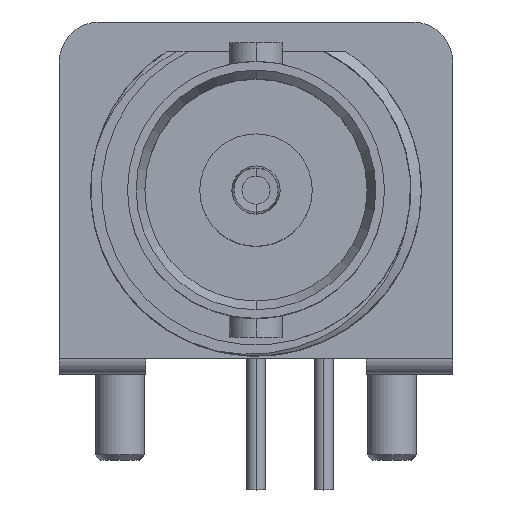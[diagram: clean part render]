
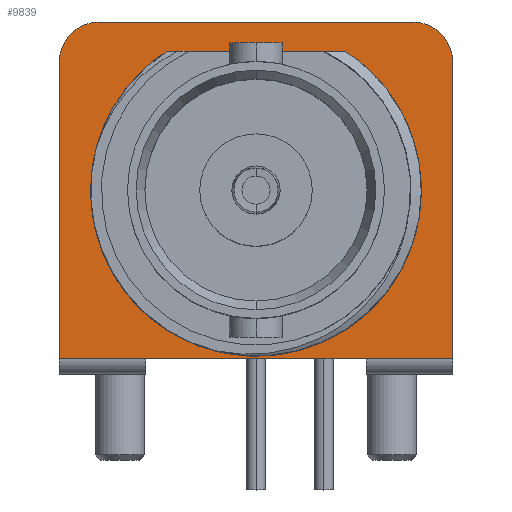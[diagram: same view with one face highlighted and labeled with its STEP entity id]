
A CAD part, top view. The second image highlights one B-rep face of the part: STEP entity #9839.
In plain terms, the highlighted planar face has unit normal (0, 0, 1).
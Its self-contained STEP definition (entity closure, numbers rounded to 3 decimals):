
#356=CARTESIAN_POINT('',(0.,0.,-21.1));
#357=DIRECTION('',(0.,0.,-1.));
#358=DIRECTION('',(0.552,-0.834,0.));
#359=AXIS2_PLACEMENT_3D('',#356,#357,#358);
#2141=CARTESIAN_POINT('',(-5.198,-3.334,-21.1));
#2142=CARTESIAN_POINT('',(-5.345,-3.083,-21.1));
#2143=CARTESIAN_POINT('',(-5.6,-2.567,-21.1));
#2144=CARTESIAN_POINT('',(-5.873,-1.738,-21.1));
#2145=CARTESIAN_POINT('',(-6.024,-0.888,-21.1));
#2146=CARTESIAN_POINT('',(-6.054,-0.029,-21.1));
#2147=CARTESIAN_POINT('',(-5.962,0.825,-21.1));
#2148=CARTESIAN_POINT('',(-5.75,1.651,-21.1));
#2149=CARTESIAN_POINT('',(-5.427,2.433,-21.1));
#2150=CARTESIAN_POINT('',(-4.993,3.164,-21.1));
#2151=CARTESIAN_POINT('',(-4.469,3.815,-21.1));
#2152=CARTESIAN_POINT('',(-3.851,4.39,-21.1));
#2153=CARTESIAN_POINT('',(-3.397,4.704,-21.1));
#2154=CARTESIAN_POINT('',(-3.158,4.846,-21.1));
#2267=CARTESIAN_POINT('',(-3.158,4.846,-21.1));
#2268=CARTESIAN_POINT('',(-3.054,4.913,-21.1));
#2269=CARTESIAN_POINT('',(-2.843,5.042,-21.1));
#2270=CARTESIAN_POINT('',(-2.624,5.156,-21.1));
#2271=CARTESIAN_POINT('',(-2.512,5.21,-21.1));
#2320=CARTESIAN_POINT('',(2.512,5.21,-21.1));
#2321=CARTESIAN_POINT('',(2.677,5.13,-21.1));
#2322=CARTESIAN_POINT('',(2.994,4.958,-21.1));
#2323=CARTESIAN_POINT('',(3.422,4.672,-21.1));
#2324=CARTESIAN_POINT('',(3.828,4.347,-21.1));
#2325=CARTESIAN_POINT('',(4.206,3.982,-21.1));
#2326=CARTESIAN_POINT('',(4.549,3.585,-21.1));
#2327=CARTESIAN_POINT('',(4.751,3.303,-21.1));
#2328=CARTESIAN_POINT('',(4.846,3.158,-21.1));
#2384=CARTESIAN_POINT('',(4.846,3.158,-21.1));
#2385=CARTESIAN_POINT('',(5.015,2.921,-21.1));
#2386=CARTESIAN_POINT('',(5.315,2.427,-21.1));
#2387=CARTESIAN_POINT('',(5.657,1.61,-21.1));
#2388=CARTESIAN_POINT('',(5.87,0.756,-21.1));
#2389=CARTESIAN_POINT('',(5.954,-0.119,-21.1));
#2390=CARTESIAN_POINT('',(5.909,-0.969,-21.1));
#2391=CARTESIAN_POINT('',(5.764,-1.719,-21.1));
#2392=CARTESIAN_POINT('',(5.558,-2.365,-21.1));
#2393=CARTESIAN_POINT('',(5.308,-2.934,-21.1));
#2394=CARTESIAN_POINT('',(5.019,-3.446,-21.1));
#2395=CARTESIAN_POINT('',(4.684,-3.927,-21.1));
#2396=CARTESIAN_POINT('',(4.3,-4.378,-21.1));
#2397=CARTESIAN_POINT('',(3.874,-4.79,-21.1));
#2398=CARTESIAN_POINT('',(3.568,-5.034,-21.1));
#2399=CARTESIAN_POINT('',(3.409,-5.149,-21.1));
#2401=CARTESIAN_POINT('',(-5.85,4.81,-21.1));
#2402=DIRECTION('',(0.,0.,1.));
#2403=DIRECTION('',(0.,1.,0.));
#2404=AXIS2_PLACEMENT_3D('',#2401,#2402,#2403);
#2406=DIRECTION('',(-1.,0.,0.));
#2407=VECTOR('',#2406,11.7);
#2408=CARTESIAN_POINT('',(5.85,6.31,-21.1));
#2409=LINE('',#2408,#2407);
#2410=CARTESIAN_POINT('',(5.85,4.81,-21.1));
#2411=DIRECTION('',(0.,0.,1.));
#2412=DIRECTION('',(1.,0.,0.));
#2413=AXIS2_PLACEMENT_3D('',#2410,#2411,#2412);
#2415=DIRECTION('',(0.,1.,0.));
#2416=VECTOR('',#2415,11.06);
#2417=CARTESIAN_POINT('',(7.35,-6.25,-21.1));
#2418=LINE('',#2417,#2416);
#2419=DIRECTION('',(1.,0.,0.));
#2420=VECTOR('',#2419,14.7);
#2421=CARTESIAN_POINT('',(-7.35,-6.25,-21.1));
#2422=LINE('',#2421,#2420);
#2423=DIRECTION('',(0.,-1.,0.));
#2424=VECTOR('',#2423,11.06);
#2425=CARTESIAN_POINT('',(-7.35,4.81,-21.1));
#2426=LINE('',#2425,#2424);
#2427=DIRECTION('',(1.,0.,0.));
#2428=VECTOR('',#2427,5.024);
#2429=CARTESIAN_POINT('',(-2.512,5.21,-21.1));
#2430=LINE('',#2429,#2428);
#3197=CARTESIAN_POINT('',(-5.85,6.31,-21.1));
#3198=CARTESIAN_POINT('',(-7.35,4.81,-21.1));
#3199=VERTEX_POINT('',#3197);
#3200=VERTEX_POINT('',#3198);
#3201=CARTESIAN_POINT('',(-7.35,-6.25,-21.1));
#3202=VERTEX_POINT('',#3201);
#3203=CARTESIAN_POINT('',(7.35,-6.25,-21.1));
#3204=VERTEX_POINT('',#3203);
#3205=CARTESIAN_POINT('',(7.35,4.81,-21.1));
#3206=VERTEX_POINT('',#3205);
#3207=CARTESIAN_POINT('',(5.85,6.31,-21.1));
#3208=VERTEX_POINT('',#3207);
#3342=CARTESIAN_POINT('',(-2.512,5.21,-21.1));
#3343=CARTESIAN_POINT('',(2.512,5.21,-21.1));
#3344=VERTEX_POINT('',#3342);
#3345=VERTEX_POINT('',#3343);
#3502=VERTEX_POINT('',#2384);
#3503=VERTEX_POINT('',#2399);
#3504=VERTEX_POINT('',#2141);
#3505=VERTEX_POINT('',#2154);
#9812=CARTESIAN_POINT('',(0.,0.,-21.1));
#9813=DIRECTION('',(0.,0.,1.));
#9814=DIRECTION('',(0.,1.,0.));
#9815=AXIS2_PLACEMENT_3D('',#9812,#9813,#9814);
#9816=PLANE('',#9815);
#9818=ORIENTED_EDGE('',*,*,#9817,.F.);
#9820=ORIENTED_EDGE('',*,*,#9819,.F.);
#9822=ORIENTED_EDGE('',*,*,#9821,.F.);
#9824=ORIENTED_EDGE('',*,*,#9823,.F.);
#9826=ORIENTED_EDGE('',*,*,#9825,.F.);
#9828=ORIENTED_EDGE('',*,*,#9827,.F.);
#9829=EDGE_LOOP('',(#9818,#9820,#9822,#9824,#9826,#9828));
#9830=FACE_OUTER_BOUND('',#9829,.F.);
#9831=ORIENTED_EDGE('',*,*,#9212,.F.);
#9832=ORIENTED_EDGE('',*,*,#3650,.F.);
#9833=ORIENTED_EDGE('',*,*,#9062,.F.);
#9834=ORIENTED_EDGE('',*,*,#8614,.F.);
#9835=ORIENTED_EDGE('',*,*,#3843,.F.);
#9836=ORIENTED_EDGE('',*,*,#9806,.F.);
#9837=EDGE_LOOP('',(#9831,#9832,#9833,#9834,#9835,#9836));
#9838=FACE_BOUND('',#9837,.F.);
#360=CIRCLE('',#359,6.175);
#2155=B_SPLINE_CURVE_WITH_KNOTS('',3,(#2141,#2142,#2143,#2144,#2145,#2146,#2147,
#2148,#2149,#2150,#2151,#2152,#2153,#2154),.UNSPECIFIED.,.F.,.F.,(4,1,1,1,1,1,1,
1,1,1,1,4),(0.,0.091,0.182,0.273,
0.364,0.455,0.545,0.636,
0.727,0.818,0.909,1.),.UNSPECIFIED.);
#2272=B_SPLINE_CURVE_WITH_KNOTS('',3,(#2267,#2268,#2269,#2270,#2271),
.UNSPECIFIED.,.F.,.F.,(4,1,4),(0.,0.5,1.),.UNSPECIFIED.);
#2329=B_SPLINE_CURVE_WITH_KNOTS('',3,(#2320,#2321,#2322,#2323,#2324,#2325,#2326,
#2327,#2328),.UNSPECIFIED.,.F.,.F.,(4,1,1,1,1,1,4),(0.,0.167,
0.333,0.5,0.667,0.833,1.),
.UNSPECIFIED.);
#2400=B_SPLINE_CURVE_WITH_KNOTS('',3,(#2384,#2385,#2386,#2387,#2388,#2389,#2390,
#2391,#2392,#2393,#2394,#2395,#2396,#2397,#2398,#2399),.UNSPECIFIED.,.F.,.F.,(4,
1,1,1,1,1,1,1,1,1,1,1,1,4),(0.,0.077,0.154,
0.231,0.308,0.385,0.462,
0.538,0.615,0.692,0.769,
0.846,0.923,1.),.UNSPECIFIED.);
#2405=CIRCLE('',#2404,1.5);
#2414=CIRCLE('',#2413,1.5);
#3650=EDGE_CURVE('',#3344,#3345,#2430,.T.);
#3843=EDGE_CURVE('',#3503,#3504,#360,.T.);
#8614=EDGE_CURVE('',#3504,#3505,#2155,.T.);
#9062=EDGE_CURVE('',#3505,#3344,#2272,.T.);
#9212=EDGE_CURVE('',#3345,#3502,#2329,.T.);
#9806=EDGE_CURVE('',#3502,#3503,#2400,.T.);
#9817=EDGE_CURVE('',#3199,#3200,#2405,.T.);
#9819=EDGE_CURVE('',#3208,#3199,#2409,.T.);
#9821=EDGE_CURVE('',#3206,#3208,#2414,.T.);
#9823=EDGE_CURVE('',#3204,#3206,#2418,.T.);
#9825=EDGE_CURVE('',#3202,#3204,#2422,.T.);
#9827=EDGE_CURVE('',#3200,#3202,#2426,.T.);
#9839=ADVANCED_FACE('',(#9830,#9838),#9816,.T.);
